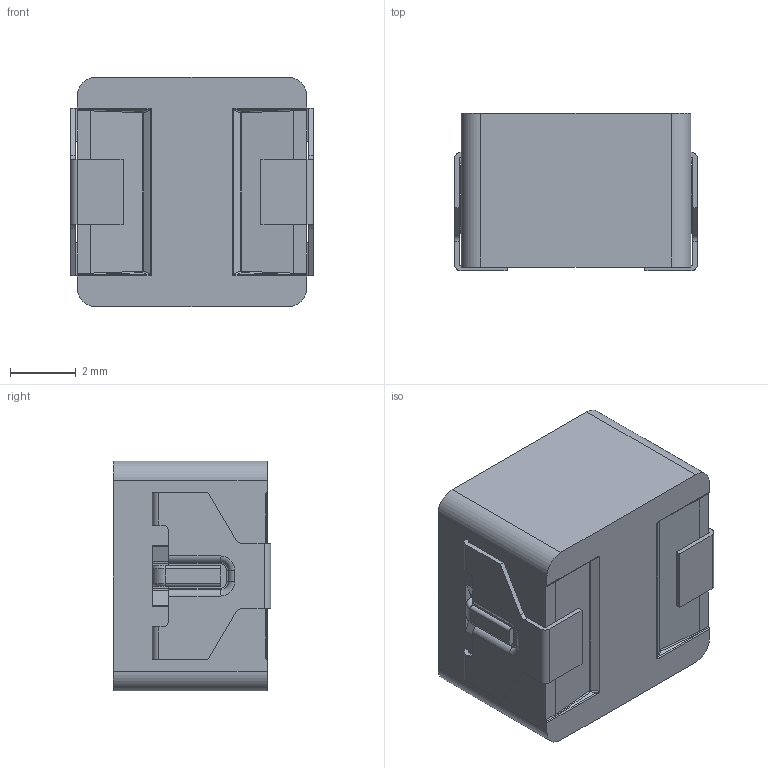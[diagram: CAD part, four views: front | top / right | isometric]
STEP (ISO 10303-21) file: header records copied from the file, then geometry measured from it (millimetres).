
FILE_DESCRIPTION (( 'STEP AP214' ), '1' );
FILE_NAME ('ETQP4M100KFM.STEP', '2017-10-27T04:04:41', ( '' ), ( '' ), 'SwSTEP 2.0', 'SolidWorks 2015', '' );
FILE_SCHEMA (( 'AUTOMOTIVE_DESIGN' ));
Length unit declared in the file: millimetre
Products named in the file (1): ETQP4M100KFM
Bounding box: 7.4 x 4.8 x 7 mm (x, y, z)
Volume: 229.7 mm3; surface area: 295 mm2
Topology: 1 solids, 1 shells, 177 faces, 486 edges, 304 vertices
Faces by surface type: cylinder 84, plane 63, torus 20, sphere 4, bspline 4, cone 2
Entity records: 7601 total; most frequent: CARTESIAN_POINT 1072, DIRECTION 998, ORIENTED_EDGE 956, EDGE_CURVE 478, AXIS2_PLACEMENT_3D 362, VERTEX_POINT 300, VECTOR 274, LINE 274
